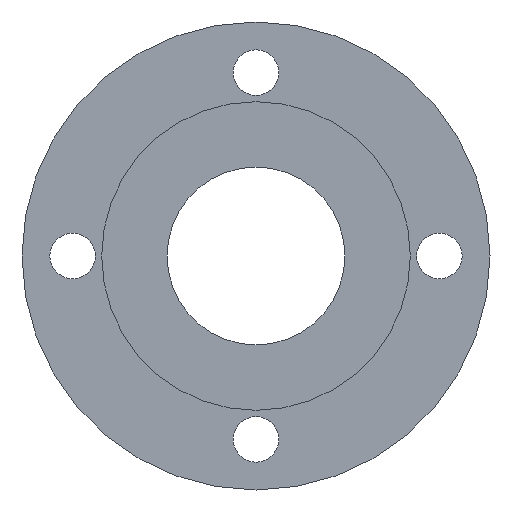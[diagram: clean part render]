
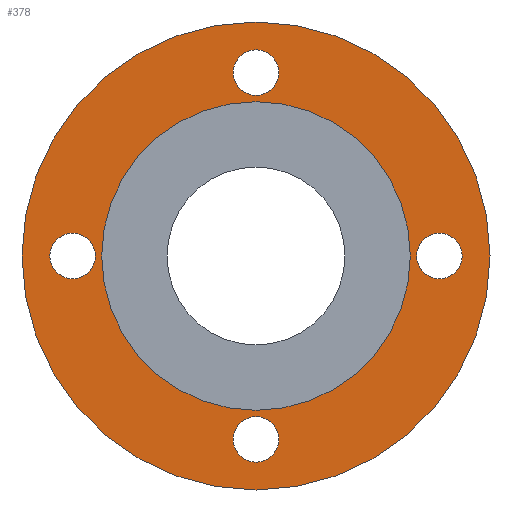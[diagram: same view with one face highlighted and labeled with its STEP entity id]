
A CAD part, front view. The second image highlights one B-rep face of the part: STEP entity #378.
In plain terms, the highlighted planar face has unit normal (0, -1, 0).
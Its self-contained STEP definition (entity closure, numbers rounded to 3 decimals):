
#18 = ORIENTED_EDGE ( 'NONE', *, *, #771, .F. ) ;
#21 = EDGE_CURVE ( 'NONE', #161, #363, #640, .T. ) ;
#28 = CARTESIAN_POINT ( 'NONE',  ( 0., 3., 0. ) ) ;
#31 = EDGE_LOOP ( 'NONE', ( #249, #796 ) ) ;
#32 = VERTEX_POINT ( 'NONE', #657 ) ;
#39 = PLANE ( 'NONE',  #431 ) ;
#45 = DIRECTION ( 'NONE',  ( 0., 0., -1. ) ) ;
#46 = CARTESIAN_POINT ( 'NONE',  ( 0., 3., -81.5 ) ) ;
#49 = CIRCLE ( 'NONE', #158, 9. ) ;
#54 = EDGE_CURVE ( 'NONE', #393, #804, #459, .T. ) ;
#55 = CARTESIAN_POINT ( 'NONE',  ( 72.5, 3., 0. ) ) ;
#73 = DIRECTION ( 'NONE',  ( 0., 0., 1. ) ) ;
#78 = DIRECTION ( 'NONE',  ( 0., -1., 0. ) ) ;
#80 = CIRCLE ( 'NONE', #360, 61. ) ;
#90 = EDGE_CURVE ( 'NONE', #149, #32, #49, .T. ) ;
#96 = VERTEX_POINT ( 'NONE', #698 ) ;
#108 = CARTESIAN_POINT ( 'NONE',  ( 0., 3., 0. ) ) ;
#117 = EDGE_CURVE ( 'NONE', #363, #161, #724, .T. ) ;
#129 = DIRECTION ( 'NONE',  ( 0., -1., 0. ) ) ;
#136 = CARTESIAN_POINT ( 'NONE',  ( 0., 3., 0. ) ) ;
#148 = AXIS2_PLACEMENT_3D ( 'NONE', #406, #643, #770 ) ;
#149 = VERTEX_POINT ( 'NONE', #307 ) ;
#158 = AXIS2_PLACEMENT_3D ( 'NONE', #268, #395, #578 ) ;
#161 = VERTEX_POINT ( 'NONE', #46 ) ;
#164 = VERTEX_POINT ( 'NONE', #213 ) ;
#165 = DIRECTION ( 'NONE',  ( 0., -1., 0. ) ) ;
#174 = DIRECTION ( 'NONE',  ( 0., -1., 0. ) ) ;
#179 = CARTESIAN_POINT ( 'NONE',  ( 0., 3., -72.5 ) ) ;
#187 = CIRCLE ( 'NONE', #148, 9. ) ;
#197 = ORIENTED_EDGE ( 'NONE', *, *, #541, .F. ) ;
#206 = CARTESIAN_POINT ( 'NONE',  ( 0., 3., 92.5 ) ) ;
#213 = CARTESIAN_POINT ( 'NONE',  ( 0., 3., -61. ) ) ;
#227 = CIRCLE ( 'NONE', #497, 92.5 ) ;
#247 = DIRECTION ( 'NONE',  ( 0., 0., -1. ) ) ;
#249 = ORIENTED_EDGE ( 'NONE', *, *, #652, .T. ) ;
#258 = EDGE_LOOP ( 'NONE', ( #18, #420 ) ) ;
#268 = CARTESIAN_POINT ( 'NONE',  ( 72.5, 3., 0. ) ) ;
#270 = EDGE_LOOP ( 'NONE', ( #726, #197 ) ) ;
#279 = AXIS2_PLACEMENT_3D ( 'NONE', #55, #165, #323 ) ;
#280 = VERTEX_POINT ( 'NONE', #477 ) ;
#284 = DIRECTION ( 'NONE',  ( 0., 1., 0. ) ) ;
#294 = FACE_BOUND ( 'NONE', #270, .T. ) ;
#297 = DIRECTION ( 'NONE',  ( 0., 0., -1. ) ) ;
#306 = CARTESIAN_POINT ( 'NONE',  ( -72.5, 3., 0. ) ) ;
#307 = CARTESIAN_POINT ( 'NONE',  ( 72.5, 3., -9. ) ) ;
#309 = CARTESIAN_POINT ( 'NONE',  ( -72.5, 3., 9. ) ) ;
#319 = AXIS2_PLACEMENT_3D ( 'NONE', #136, #805, #73 ) ;
#323 = DIRECTION ( 'NONE',  ( 0., 0., -1. ) ) ;
#338 = ORIENTED_EDGE ( 'NONE', *, *, #437, .F. ) ;
#350 = ORIENTED_EDGE ( 'NONE', *, *, #507, .F. ) ;
#357 = EDGE_LOOP ( 'NONE', ( #350, #338 ) ) ;
#359 = CARTESIAN_POINT ( 'NONE',  ( 0., 3., 0. ) ) ;
#360 = AXIS2_PLACEMENT_3D ( 'NONE', #359, #598, #480 ) ;
#363 = VERTEX_POINT ( 'NONE', #550 ) ;
#365 = DIRECTION ( 'NONE',  ( 0., 0., 1. ) ) ;
#371 = DIRECTION ( 'NONE',  ( 0., 0., 1. ) ) ;
#373 = EDGE_LOOP ( 'NONE', ( #760, #573 ) ) ;
#378 = ADVANCED_FACE ( 'NONE', ( #294, #717, #553, #663, #423, #490 ), #39, .T. ) ;
#387 = CIRCLE ( 'NONE', #279, 9. ) ;
#393 = VERTEX_POINT ( 'NONE', #720 ) ;
#395 = DIRECTION ( 'NONE',  ( 0., -1., 0. ) ) ;
#406 = CARTESIAN_POINT ( 'NONE',  ( 0., 3., 72.5 ) ) ;
#412 = EDGE_CURVE ( 'NONE', #164, #436, #80, .T. ) ;
#420 = ORIENTED_EDGE ( 'NONE', *, *, #545, .F. ) ;
#423 = FACE_BOUND ( 'NONE', #31, .T. ) ;
#424 = EDGE_CURVE ( 'NONE', #804, #393, #227, .T. ) ;
#431 = AXIS2_PLACEMENT_3D ( 'NONE', #667, #543, #45 ) ;
#432 = VERTEX_POINT ( 'NONE', #309 ) ;
#436 = VERTEX_POINT ( 'NONE', #487 ) ;
#437 = EDGE_CURVE ( 'NONE', #432, #280, #512, .T. ) ;
#444 = AXIS2_PLACEMENT_3D ( 'NONE', #179, #78, #628 ) ;
#450 = EDGE_LOOP ( 'NONE', ( #620, #534 ) ) ;
#457 = VERTEX_POINT ( 'NONE', #606 ) ;
#459 = CIRCLE ( 'NONE', #610, 92.5 ) ;
#477 = CARTESIAN_POINT ( 'NONE',  ( -72.5, 3., -9. ) ) ;
#480 = DIRECTION ( 'NONE',  ( 0., 0., 1. ) ) ;
#487 = CARTESIAN_POINT ( 'NONE',  ( 0., 3., 61. ) ) ;
#490 = FACE_OUTER_BOUND ( 'NONE', #450, .T. ) ;
#497 = AXIS2_PLACEMENT_3D ( 'NONE', #108, #797, #365 ) ;
#507 = EDGE_CURVE ( 'NONE', #280, #432, #754, .T. ) ;
#512 = CIRCLE ( 'NONE', #801, 9. ) ;
#534 = ORIENTED_EDGE ( 'NONE', *, *, #54, .F. ) ;
#541 = EDGE_CURVE ( 'NONE', #32, #149, #387, .T. ) ;
#543 = DIRECTION ( 'NONE',  ( 0., -1., 0. ) ) ;
#545 = EDGE_CURVE ( 'NONE', #96, #457, #665, .T. ) ;
#550 = CARTESIAN_POINT ( 'NONE',  ( 0., 3., -63.5 ) ) ;
#553 = FACE_BOUND ( 'NONE', #357, .T. ) ;
#573 = ORIENTED_EDGE ( 'NONE', *, *, #117, .F. ) ;
#578 = DIRECTION ( 'NONE',  ( 0., 0., -1. ) ) ;
#596 = CARTESIAN_POINT ( 'NONE',  ( 0., 3., -72.5 ) ) ;
#598 = DIRECTION ( 'NONE',  ( 0., 1., 0. ) ) ;
#602 = DIRECTION ( 'NONE',  ( 0., -1., 0. ) ) ;
#606 = CARTESIAN_POINT ( 'NONE',  ( 0., 3., 63.5 ) ) ;
#610 = AXIS2_PLACEMENT_3D ( 'NONE', #28, #284, #371 ) ;
#620 = ORIENTED_EDGE ( 'NONE', *, *, #424, .F. ) ;
#628 = DIRECTION ( 'NONE',  ( 0., 0., -1. ) ) ;
#640 = CIRCLE ( 'NONE', #765, 9. ) ;
#643 = DIRECTION ( 'NONE',  ( 0., -1., 0. ) ) ;
#652 = EDGE_CURVE ( 'NONE', #436, #164, #725, .T. ) ;
#657 = CARTESIAN_POINT ( 'NONE',  ( 72.5, 3., 9. ) ) ;
#663 = FACE_BOUND ( 'NONE', #373, .T. ) ;
#665 = CIRCLE ( 'NONE', #675, 9. ) ;
#666 = DIRECTION ( 'NONE',  ( 0., 0., -1. ) ) ;
#667 = CARTESIAN_POINT ( 'NONE',  ( 0., 3., 61. ) ) ;
#675 = AXIS2_PLACEMENT_3D ( 'NONE', #696, #129, #747 ) ;
#696 = CARTESIAN_POINT ( 'NONE',  ( 0., 3., 72.5 ) ) ;
#698 = CARTESIAN_POINT ( 'NONE',  ( 0., 3., 81.5 ) ) ;
#717 = FACE_BOUND ( 'NONE', #258, .T. ) ;
#720 = CARTESIAN_POINT ( 'NONE',  ( 0., 3., -92.5 ) ) ;
#724 = CIRCLE ( 'NONE', #444, 9. ) ;
#725 = CIRCLE ( 'NONE', #319, 61. ) ;
#726 = ORIENTED_EDGE ( 'NONE', *, *, #90, .F. ) ;
#747 = DIRECTION ( 'NONE',  ( 0., 0., -1. ) ) ;
#754 = CIRCLE ( 'NONE', #779, 9. ) ;
#760 = ORIENTED_EDGE ( 'NONE', *, *, #21, .F. ) ;
#765 = AXIS2_PLACEMENT_3D ( 'NONE', #596, #602, #666 ) ;
#770 = DIRECTION ( 'NONE',  ( 0., 0., -1. ) ) ;
#771 = EDGE_CURVE ( 'NONE', #457, #96, #187, .T. ) ;
#779 = AXIS2_PLACEMENT_3D ( 'NONE', #306, #174, #247 ) ;
#783 = CARTESIAN_POINT ( 'NONE',  ( -72.5, 3., 0. ) ) ;
#789 = DIRECTION ( 'NONE',  ( 0., -1., 0. ) ) ;
#796 = ORIENTED_EDGE ( 'NONE', *, *, #412, .T. ) ;
#797 = DIRECTION ( 'NONE',  ( 0., 1., 0. ) ) ;
#801 = AXIS2_PLACEMENT_3D ( 'NONE', #783, #789, #297 ) ;
#804 = VERTEX_POINT ( 'NONE', #206 ) ;
#805 = DIRECTION ( 'NONE',  ( 0., 1., 0. ) ) ;
